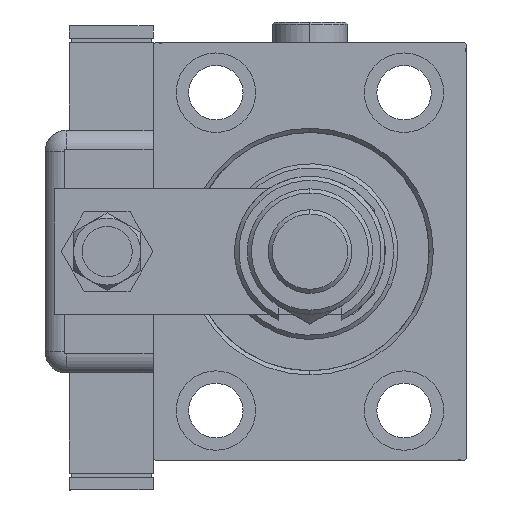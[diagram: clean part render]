
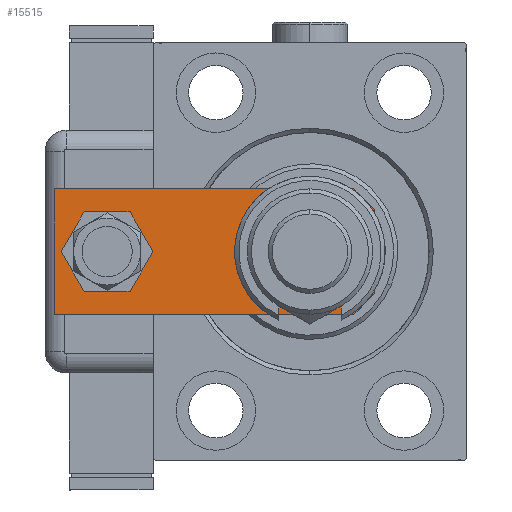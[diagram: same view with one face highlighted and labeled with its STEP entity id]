
A CAD part, left-side view. The second image highlights one B-rep face of the part: STEP entity #15515.
In plain terms, the highlighted face is planar.
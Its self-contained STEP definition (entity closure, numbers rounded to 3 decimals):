
#1475 = CIRCLE ( 'NONE', #62385, 7. ) ;
#1506 = CARTESIAN_POINT ( 'NONE',  ( 0., 15.5, 0. ) ) ;
#2051 = CARTESIAN_POINT ( 'NONE',  ( 15., 76.5, 0. ) ) ;
#2064 = VECTOR ( 'NONE', #41461, 1000. ) ;
#2221 = ORIENTED_EDGE ( 'NONE', *, *, #19563, .T. ) ;
#2577 = CIRCLE ( 'NONE', #38738, 7. ) ;
#3266 = CARTESIAN_POINT ( 'NONE',  ( 15., 76.5, 0. ) ) ;
#3294 = EDGE_CURVE ( 'NONE', #9368, #20345, #30026, .T. ) ;
#3861 = LINE ( 'NONE', #24229, #43589 ) ;
#4886 = VECTOR ( 'NONE', #34332, 1000. ) ;
#5254 = DIRECTION ( 'NONE',  ( 1., 0., 0. ) ) ;
#5795 = ORIENTED_EDGE ( 'NONE', *, *, #21817, .T. ) ;
#6286 = DIRECTION ( 'NONE',  ( 0., -1., 0. ) ) ;
#7138 = VERTEX_POINT ( 'NONE', #35408 ) ;
#7307 = AXIS2_PLACEMENT_3D ( 'NONE', #31656, #62010, #17078 ) ;
#8066 = EDGE_CURVE ( 'NONE', #39462, #54910, #58249, .T. ) ;
#8790 = FACE_OUTER_BOUND ( 'NONE', #52621, .T. ) ;
#9368 = VERTEX_POINT ( 'NONE', #42603 ) ;
#9676 = DIRECTION ( 'NONE',  ( -0.707, 0.707, 0. ) ) ;
#10595 = VERTEX_POINT ( 'NONE', #43311 ) ;
#10621 = EDGE_CURVE ( 'NONE', #7138, #10595, #3861, .T. ) ;
#11618 = AXIS2_PLACEMENT_3D ( 'NONE', #28859, #13956, #57602 ) ;
#11924 = ORIENTED_EDGE ( 'NONE', *, *, #10621, .T. ) ;
#12022 = DIRECTION ( 'NONE',  ( 1., 0., 0. ) ) ;
#12156 = CARTESIAN_POINT ( 'NONE',  ( -10., 15.5, 0. ) ) ;
#13374 = ORIENTED_EDGE ( 'NONE', *, *, #8066, .F. ) ;
#13956 = DIRECTION ( 'NONE',  ( 0., 0., 1. ) ) ;
#15515 = ADVANCED_FACE ( 'NONE', ( #8790, #18152, #58897 ), #23024, .F. ) ;
#15667 = ORIENTED_EDGE ( 'NONE', *, *, #53696, .F. ) ;
#17078 = DIRECTION ( 'NONE',  ( 1., 0., 0. ) ) ;
#17423 = VECTOR ( 'NONE', #45394, 1000. ) ;
#18152 = FACE_BOUND ( 'NONE', #63725, .T. ) ;
#19563 = EDGE_CURVE ( 'NONE', #20345, #9368, #40720, .T. ) ;
#19765 = CARTESIAN_POINT ( 'NONE',  ( 15., 0., 0. ) ) ;
#20097 = EDGE_CURVE ( 'NONE', #54236, #57990, #1475, .T. ) ;
#20112 = DIRECTION ( 'NONE',  ( 0., 0., 1. ) ) ;
#20345 = VERTEX_POINT ( 'NONE', #12156 ) ;
#20830 = VERTEX_POINT ( 'NONE', #43438 ) ;
#21347 = CARTESIAN_POINT ( 'NONE',  ( 15., 5., 0. ) ) ;
#21733 = LINE ( 'NONE', #26582, #2064 ) ;
#21817 = EDGE_CURVE ( 'NONE', #57990, #54236, #2577, .T. ) ;
#22109 = CARTESIAN_POINT ( 'NONE',  ( -15., 76.5, 0. ) ) ;
#22999 = VECTOR ( 'NONE', #48570, 1000. ) ;
#23024 = PLANE ( 'NONE',  #11618 ) ;
#23726 = ORIENTED_EDGE ( 'NONE', *, *, #20097, .T. ) ;
#24229 = CARTESIAN_POINT ( 'NONE',  ( -10., 0., 0. ) ) ;
#24631 = CARTESIAN_POINT ( 'NONE',  ( 10., 0., 0. ) ) ;
#25251 = AXIS2_PLACEMENT_3D ( 'NONE', #1506, #40643, #26080 ) ;
#26080 = DIRECTION ( 'NONE',  ( 1., 0., 0. ) ) ;
#26309 = LINE ( 'NONE', #2051, #17423 ) ;
#26582 = CARTESIAN_POINT ( 'NONE',  ( 15., 5., 0. ) ) ;
#28859 = CARTESIAN_POINT ( 'NONE',  ( 0., 0., 0. ) ) ;
#30026 = CIRCLE ( 'NONE', #7307, 10. ) ;
#30413 = EDGE_CURVE ( 'NONE', #7138, #61327, #42108, .T. ) ;
#30462 = CARTESIAN_POINT ( 'NONE',  ( 0., 64., 0. ) ) ;
#30630 = ORIENTED_EDGE ( 'NONE', *, *, #30413, .F. ) ;
#31656 = CARTESIAN_POINT ( 'NONE',  ( 0., 15.5, 0. ) ) ;
#32092 = DIRECTION ( 'NONE',  ( 0., 0., 1. ) ) ;
#34332 = DIRECTION ( 'NONE',  ( 1., 0., 0. ) ) ;
#35408 = CARTESIAN_POINT ( 'NONE',  ( -10., 0., 0. ) ) ;
#36596 = EDGE_CURVE ( 'NONE', #39462, #61327, #21733, .T. ) ;
#36832 = CARTESIAN_POINT ( 'NONE',  ( 7., 64., 0. ) ) ;
#37299 = LINE ( 'NONE', #22109, #61240 ) ;
#38419 = ORIENTED_EDGE ( 'NONE', *, *, #36596, .T. ) ;
#38738 = AXIS2_PLACEMENT_3D ( 'NONE', #41790, #32092, #12022 ) ;
#39462 = VERTEX_POINT ( 'NONE', #21347 ) ;
#40449 = CARTESIAN_POINT ( 'NONE',  ( -7., 64., 0. ) ) ;
#40643 = DIRECTION ( 'NONE',  ( 0., 0., 1. ) ) ;
#40720 = CIRCLE ( 'NONE', #25251, 10. ) ;
#41186 = EDGE_CURVE ( 'NONE', #54910, #20830, #26309, .T. ) ;
#41461 = DIRECTION ( 'NONE',  ( -0.707, -0.707, 0. ) ) ;
#41790 = CARTESIAN_POINT ( 'NONE',  ( 0., 64., 0. ) ) ;
#42108 = LINE ( 'NONE', #61818, #4886 ) ;
#42603 = CARTESIAN_POINT ( 'NONE',  ( 10., 15.5, 0. ) ) ;
#43247 = ORIENTED_EDGE ( 'NONE', *, *, #41186, .F. ) ;
#43311 = CARTESIAN_POINT ( 'NONE',  ( -15., 5., 0. ) ) ;
#43438 = CARTESIAN_POINT ( 'NONE',  ( -15., 76.5, 0. ) ) ;
#43493 = EDGE_LOOP ( 'NONE', ( #2221, #45359 ) ) ;
#43589 = VECTOR ( 'NONE', #9676, 1000. ) ;
#45359 = ORIENTED_EDGE ( 'NONE', *, *, #3294, .T. ) ;
#45394 = DIRECTION ( 'NONE',  ( -1., 0., 0. ) ) ;
#48570 = DIRECTION ( 'NONE',  ( 0., 1., 0. ) ) ;
#52621 = EDGE_LOOP ( 'NONE', ( #30630, #11924, #15667, #43247, #13374, #38419 ) ) ;
#53696 = EDGE_CURVE ( 'NONE', #20830, #10595, #37299, .T. ) ;
#54236 = VERTEX_POINT ( 'NONE', #36832 ) ;
#54910 = VERTEX_POINT ( 'NONE', #3266 ) ;
#57602 = DIRECTION ( 'NONE',  ( 1., 0., 0. ) ) ;
#57990 = VERTEX_POINT ( 'NONE', #40449 ) ;
#58249 = LINE ( 'NONE', #19765, #22999 ) ;
#58897 = FACE_BOUND ( 'NONE', #43493, .T. ) ;
#61240 = VECTOR ( 'NONE', #6286, 1000. ) ;
#61327 = VERTEX_POINT ( 'NONE', #24631 ) ;
#61818 = CARTESIAN_POINT ( 'NONE',  ( -15., 0., 0. ) ) ;
#62010 = DIRECTION ( 'NONE',  ( 0., 0., 1. ) ) ;
#62385 = AXIS2_PLACEMENT_3D ( 'NONE', #30462, #20112, #5254 ) ;
#63725 = EDGE_LOOP ( 'NONE', ( #5795, #23726 ) ) ;
